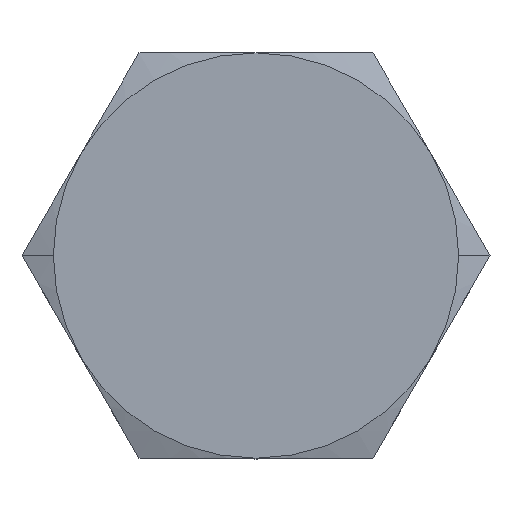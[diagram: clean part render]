
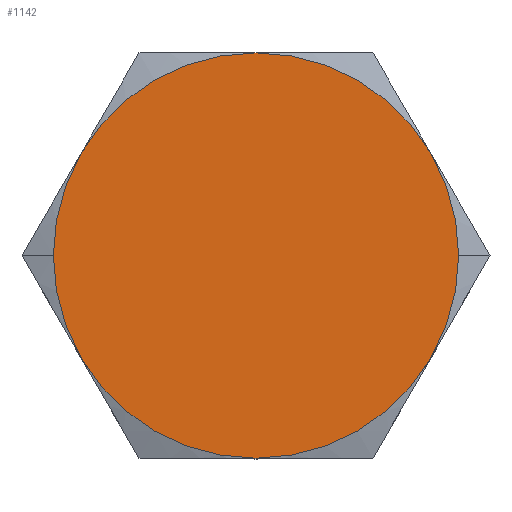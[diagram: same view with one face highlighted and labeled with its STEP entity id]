
A CAD part, top view. The second image highlights one B-rep face of the part: STEP entity #1142.
In plain terms, the highlighted planar face has unit normal (0, 0, 1).
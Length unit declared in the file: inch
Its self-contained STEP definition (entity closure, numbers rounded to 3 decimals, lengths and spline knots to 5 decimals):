
#216=CARTESIAN_POINT('',(0.281,0.,0.75));
#217=VERTEX_POINT('',#216);
#226=CARTESIAN_POINT('',(0.24335,-0.1405,0.75));
#227=VERTEX_POINT('',#226);
#228=CARTESIAN_POINT('',(0.,0.,0.75));
#229=DIRECTION('',(0.0,0.0,1.0));
#230=DIRECTION('',(-1.0,0.0,0.0));
#231=AXIS2_PLACEMENT_3D('',#228,#229,#230);
#232=CIRCLE('',#231,0.281);
#233=EDGE_CURVE('',#227,#217,#232,.T.);
#258=CARTESIAN_POINT('',(-0.281,0.,0.75));
#259=VERTEX_POINT('',#258);
#266=CARTESIAN_POINT('',(-0.24335,-0.1405,0.75));
#267=VERTEX_POINT('',#266);
#281=CARTESIAN_POINT('',(0.,0.,0.75));
#282=DIRECTION('',(0.0,0.0,1.0));
#283=DIRECTION('',(-1.0,0.0,0.0));
#284=AXIS2_PLACEMENT_3D('',#281,#282,#283);
#285=CIRCLE('',#284,0.281);
#286=EDGE_CURVE('',#259,#267,#285,.T.);
#588=CARTESIAN_POINT('',(0.,-0.281,0.75));
#589=VERTEX_POINT('',#588);
#616=CARTESIAN_POINT('',(0.,0.,0.75));
#617=DIRECTION('',(0.0,0.0,1.0));
#618=DIRECTION('',(-1.0,0.0,0.0));
#619=AXIS2_PLACEMENT_3D('',#616,#617,#618);
#620=CIRCLE('',#619,0.281);
#621=EDGE_CURVE('',#589,#227,#620,.T.);
#659=CARTESIAN_POINT('',(0.,0.,0.75));
#660=DIRECTION('',(0.0,0.0,1.0));
#661=DIRECTION('',(-1.0,0.0,0.0));
#662=AXIS2_PLACEMENT_3D('',#659,#660,#661);
#663=CIRCLE('',#662,0.281);
#664=EDGE_CURVE('',#267,#589,#663,.T.);
#675=CARTESIAN_POINT('',(-0.24335,0.1405,0.75));
#676=VERTEX_POINT('',#675);
#677=CARTESIAN_POINT('',(0.,0.,0.75));
#678=DIRECTION('',(0.0,0.0,1.0));
#679=DIRECTION('',(-1.0,0.0,0.0));
#680=AXIS2_PLACEMENT_3D('',#677,#678,#679);
#681=CIRCLE('',#680,0.281);
#682=EDGE_CURVE('',#676,#259,#681,.T.);
#720=CARTESIAN_POINT('',(0.,0.281,0.75));
#721=VERTEX_POINT('',#720);
#722=CARTESIAN_POINT('',(0.,0.,0.75));
#723=DIRECTION('',(0.0,0.0,1.0));
#724=DIRECTION('',(-1.0,0.0,0.0));
#725=AXIS2_PLACEMENT_3D('',#722,#723,#724);
#726=CIRCLE('',#725,0.281);
#727=EDGE_CURVE('',#721,#676,#726,.T.);
#765=CARTESIAN_POINT('',(0.24335,0.1405,0.75));
#766=VERTEX_POINT('',#765);
#767=CARTESIAN_POINT('',(0.,0.,0.75));
#768=DIRECTION('',(0.0,0.0,1.0));
#769=DIRECTION('',(-1.0,0.0,0.0));
#770=AXIS2_PLACEMENT_3D('',#767,#768,#769);
#771=CIRCLE('',#770,0.281);
#772=EDGE_CURVE('',#766,#721,#771,.T.);
#809=CARTESIAN_POINT('',(0.,0.,0.75));
#810=DIRECTION('',(0.0,0.0,1.0));
#811=DIRECTION('',(-1.0,0.0,0.0));
#812=AXIS2_PLACEMENT_3D('',#809,#810,#811);
#813=CIRCLE('',#812,0.281);
#814=EDGE_CURVE('',#217,#766,#813,.T.);
#1127=CARTESIAN_POINT('',(0.,0.,0.75));
#1128=DIRECTION('',(0.0,0.0,1.0));
#1129=DIRECTION('',(-1.0,0.0,0.0));
#1130=AXIS2_PLACEMENT_3D('',#1127,#1128,#1129);
#1131=PLANE('',#1130);
#1132=ORIENTED_EDGE('',*,*,#233,.T.);
#1133=ORIENTED_EDGE('',*,*,#814,.T.);
#1134=ORIENTED_EDGE('',*,*,#772,.T.);
#1135=ORIENTED_EDGE('',*,*,#727,.T.);
#1136=ORIENTED_EDGE('',*,*,#682,.T.);
#1137=ORIENTED_EDGE('',*,*,#286,.T.);
#1138=ORIENTED_EDGE('',*,*,#664,.T.);
#1139=ORIENTED_EDGE('',*,*,#621,.T.);
#1140=EDGE_LOOP('',(#1132,#1133,#1134,#1135,#1136,#1137,#1138,#1139));
#1141=FACE_OUTER_BOUND('',#1140,.T.);
#1142=ADVANCED_FACE('',(#1141),#1131,.T.);
